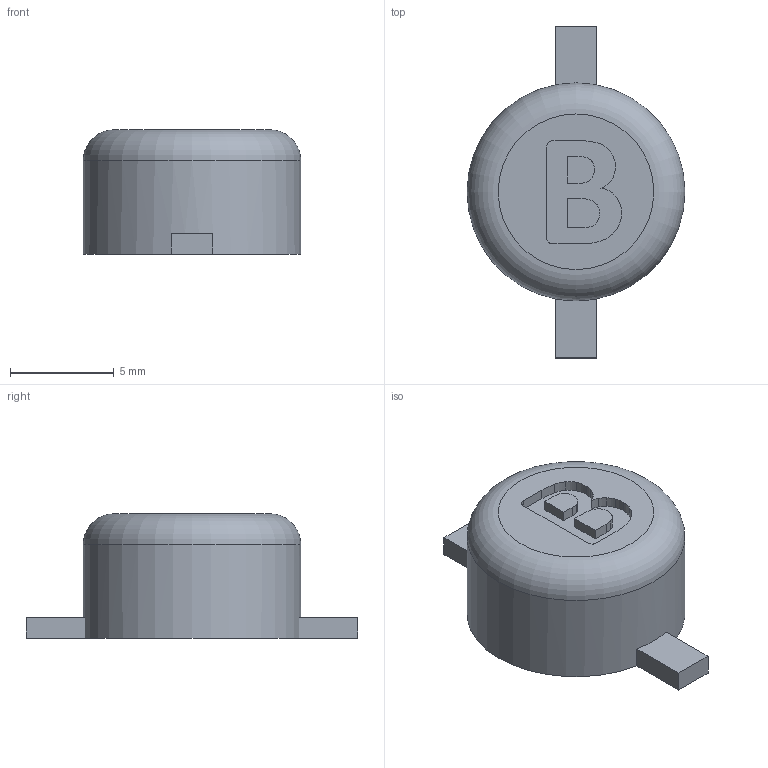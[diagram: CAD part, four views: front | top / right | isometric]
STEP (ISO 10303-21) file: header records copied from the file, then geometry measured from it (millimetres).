
FILE_DESCRIPTION(/* description */ (''),/* implementation_level */ '2;1');
FILE_NAME(/* name */ 'Button B v6.step',/* time_stamp */ '2023-06-25T16:05:51-07:00',/* author */ (''),/* organization */ (''),/* preprocessor_version */ 'ST-DEVELOPER v19.2',/* originating_system */ 'Autodesk Translation Framework v12.6.0.85',/* authorisation */ '');
FILE_SCHEMA (('AUTOMOTIVE_DESIGN { 1 0 10303 214 3 1 1 }'));
Length unit declared in the file: millimetre
Products named in the file (1): Button B
Bounding box: 10.5 x 16 x 6 mm (x, y, z)
Volume: 459.3 mm3; surface area: 420.7 mm2
Topology: 1 solids, 1 shells, 64 faces, 173 edges, 115 vertices
Faces by surface type: bspline 38, plane 23, cylinder 2, torus 1
Full cylindrical faces by diameter (mm): 8 x1, 10.5 x1
Entity records: 2454 total; most frequent: CARTESIAN_POINT 999, ORIENTED_EDGE 346, EDGE_CURVE 173, DIRECTION 161, VERTEX_POINT 115, LINE 87, VECTOR 87, B_SPLINE_CURVE_WITH_KNOTS 76
